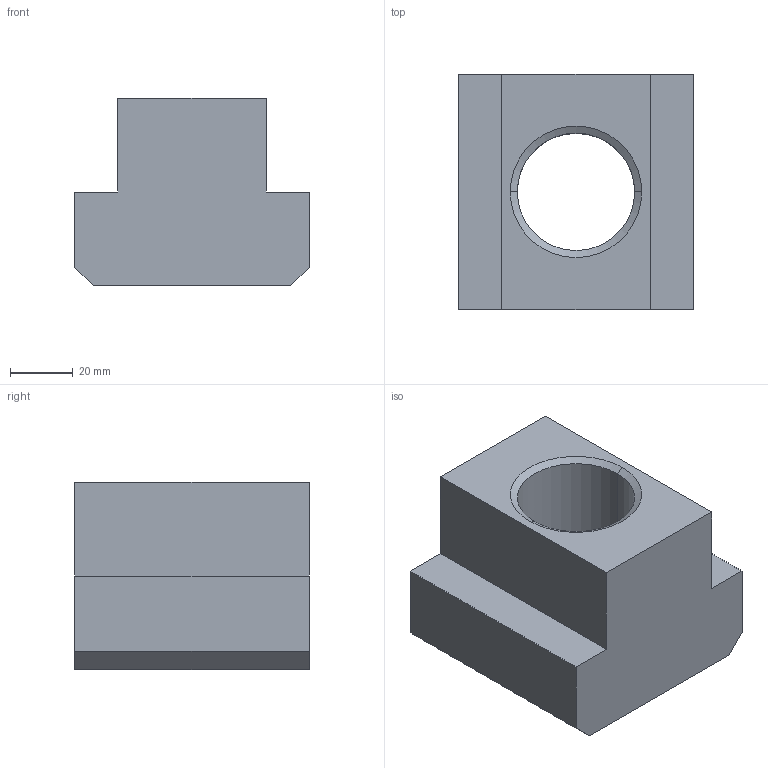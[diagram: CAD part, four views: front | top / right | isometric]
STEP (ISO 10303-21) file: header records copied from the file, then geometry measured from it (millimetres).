
FILE_DESCRIPTION(('STEP AP214'),'1');
FILE_NAME(' ',' ',('TraceParts'),('TraceParts S.A.'),'XStep 1.0',' ',' ');
FILE_SCHEMA(('automotive_design'));
Length unit declared in the file: millimetre
Products named in the file (1): 1
Bounding box: 75 x 75 x 60 mm (x, y, z)
Volume: 206478 mm3; surface area: 31750.9 mm2
Topology: 1 solids, 1 shells, 16 faces, 40 edges, 26 vertices
Faces by surface type: plane 12, cylinder 2, cone 2
Entity records: 960 total; most frequent: STYLED_ITEM 83, PRESENTATION_STYLE_ASSIGNMENT 83, CARTESIAN_POINT 83, COLOUR_RGB 83, DIRECTION 80, ORIENTED_EDGE 80, EDGE_CURVE 40, CURVE_STYLE 40
